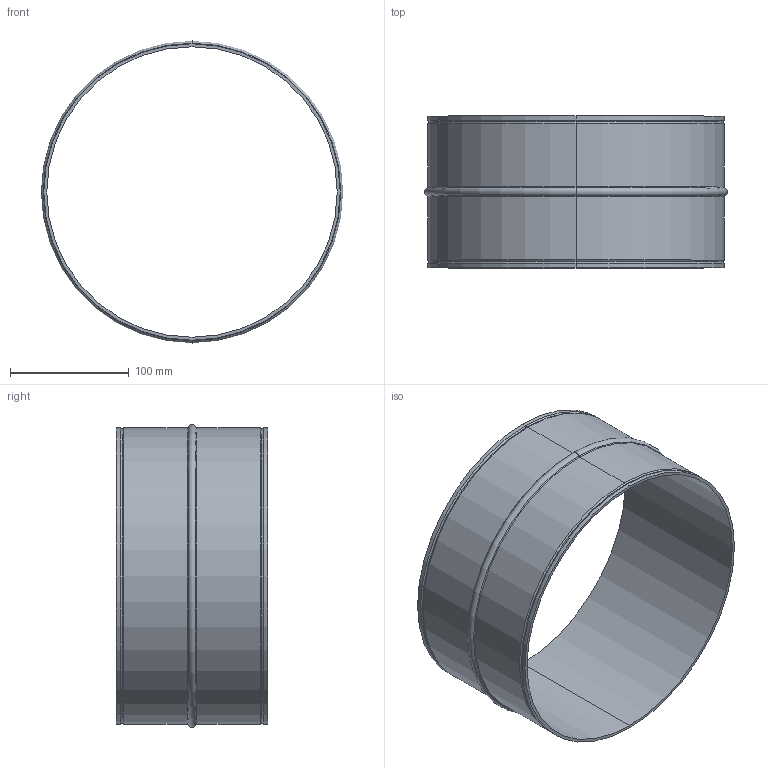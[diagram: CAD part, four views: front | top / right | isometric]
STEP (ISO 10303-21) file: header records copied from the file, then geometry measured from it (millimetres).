
FILE_DESCRIPTION (( 'STEP AP214' ), '1' );
FILE_NAME ('250mm Join.STEP', '2025-04-09T08:43:57', ( '' ), ( '' ), 'SwSTEP 2.0', 'SolidWorks 2024', '' );
FILE_SCHEMA (( 'AUTOMOTIVE_DESIGN' ));
Length unit declared in the file: millimetre
Products named in the file (1): 250mm Join
Bounding box: 254.97 x 128 x 254.97 mm (x, y, z)
Volume: 256391.6 mm3; surface area: 205339.9 mm2
Topology: 1 solids, 1 shells, 26 faces, 52 edges, 28 vertices
Faces by surface type: torus 14, cylinder 10, plane 2
Entity records: 705 total; most frequent: DIRECTION 148, CARTESIAN_POINT 107, ORIENTED_EDGE 104, AXIS2_PLACEMENT_3D 69, EDGE_CURVE 52, CIRCLE 42, VERTEX_POINT 28, EDGE_LOOP 28
